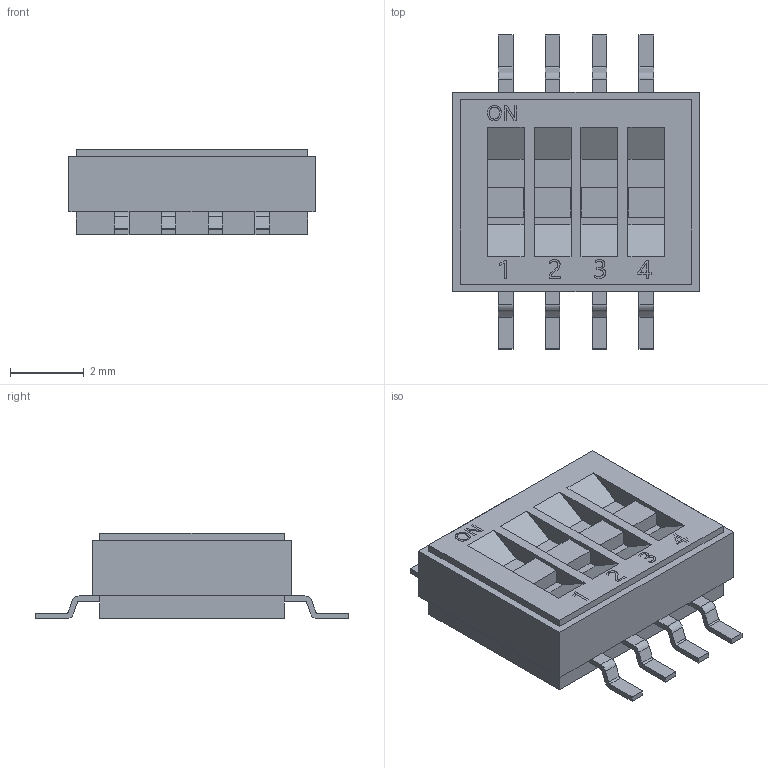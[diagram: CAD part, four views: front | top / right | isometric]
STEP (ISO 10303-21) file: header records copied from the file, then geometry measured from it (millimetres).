
FILE_DESCRIPTION (( 'STEP AP214' ), '1' );
FILE_NAME ('SW-SMD_8P-L6.7-W5.4-P1.27-LS8.5.step', '2022-07-26T14:54:02', ( '' ), ( '' ), 'SwSTEP 2.0', 'SolidWorks 2020', '' );
FILE_SCHEMA (( 'AUTOMOTIVE_DESIGN' ));
Length unit declared in the file: millimetre
Products named in the file (1): SW-SMD_8P-L6.7-W5.4-P1.27-LS8.5
Bounding box: 6.66 x 8.5 x 2.32 mm (x, y, z)
Volume: 75.9 mm3; surface area: 160.8 mm2
Topology: 14 solids, 14 shells, 541 faces, 1451 edges, 962 vertices
Faces by surface type: plane 361, bspline 148, cylinder 32
Entity records: 25939 total; most frequent: CARTESIAN_POINT 7231, ORIENTED_EDGE 2902, DIRECTION 2003, EDGE_CURVE 1451, VECTOR 1087, LINE 1087, VERTEX_POINT 962, EDGE_LOOP 577
